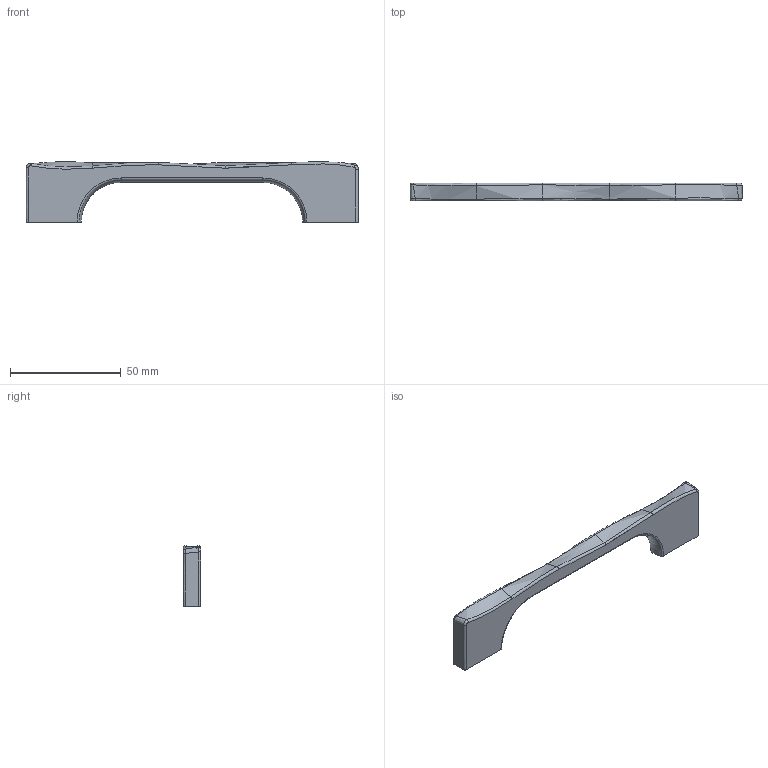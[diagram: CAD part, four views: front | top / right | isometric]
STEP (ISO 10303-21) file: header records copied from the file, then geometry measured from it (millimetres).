
FILE_DESCRIPTION(('Creo Elements/Direct Modeling STEP Export'),'2;1');
FILE_NAME('2210-150.stp','2018-02-28T 9:13:03',(''),(''),'Creo Elements/Direct Modeling STEP processor for AP214 (Solid Model)','Creo Elements/Direct Modeling 20.0 12-Nov-2016 (C) Parametric Technology GmbH','');
FILE_SCHEMA(('AUTOMOTIVE_DESIGN { 1 0 10303 214 1 1 1 1 }'));
Length unit declared in the file: millimetre
Products named in the file (2): Griff
Assembly tree (1 placements, depth 2):
  Griff
    Griff
Bounding box: 150 x 8 x 27.3 mm (x, y, z)
Volume: 13789.7 mm3; surface area: 9672 mm2
Topology: 1 solids, 1 shells, 154 faces, 367 edges, 219 vertices
Faces by surface type: bspline 93, cylinder 33, plane 18, torus 6, cone 4
Entity records: 19269 total; most frequent: CARTESIAN_POINT 16531, ORIENTED_EDGE 726, EDGE_CURVE 363, DIRECTION 292, VERTEX_POINT 219, B_SPLINE_CURVE_WITH_KNOTS 166, EDGE_LOOP 162, FACE_OUTER_BOUND 154
